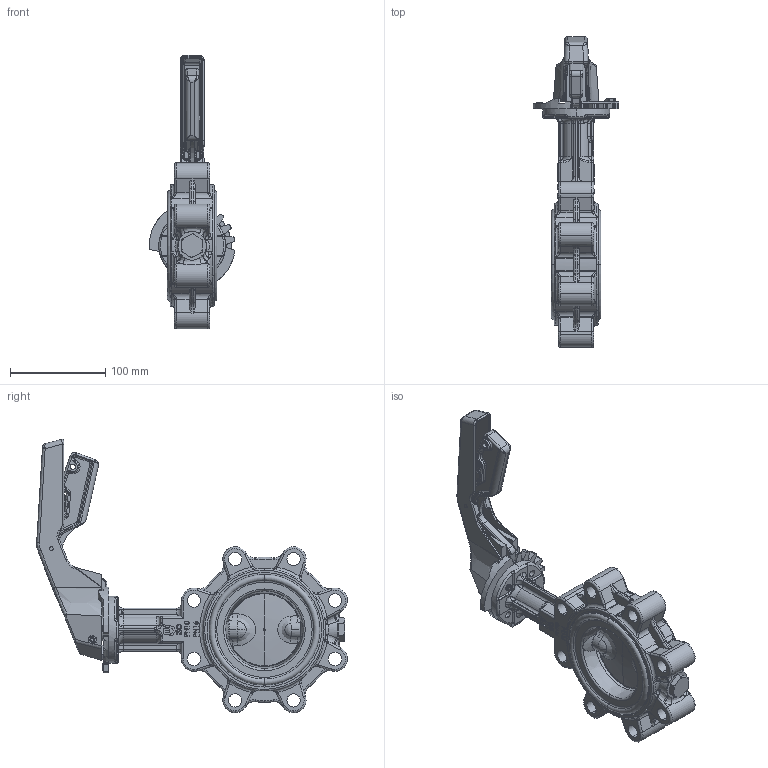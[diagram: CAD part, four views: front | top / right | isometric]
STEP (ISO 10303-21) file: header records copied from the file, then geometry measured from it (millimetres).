
FILE_DESCRIPTION (( 'STEP AP203' ), '1' );
FILE_NAME ('AK02_DN80.STEP', '2022-10-18T06:26:37', ( '' ), ( '' ), 'SwSTEP 2.0', 'SolidWorks 2021', '' );
FILE_SCHEMA (( 'CONFIG_CONTROL_DESIGN' ));
Length unit declared in the file: metre
Products named in the file (12): 01AM4 ABO_5; 01AM4 ABO_7; 01AM4 ABO_2; AK02_DN080_OH; Handhebel_DN32 bis DN100; 01AM4 ABO_4; 01AM4 ABO_6; 01AM4 ABO_9; 01AM4 ABO_8; AK02_DN80; 01AM4 ABO_3; 01AM4 ABO
Assembly tree (11 placements, depth 3):
  AK02_DN80
    AK02_DN080_OH
    Handhebel_DN32 bis DN100
      01AM4 ABO_4
      01AM4 ABO_7
      01AM4 ABO_6
      01AM4 ABO_8
      01AM4 ABO
      01AM4 ABO_5
      01AM4 ABO_9
      01AM4 ABO_2
      01AM4 ABO_3
Bounding box: 89.54 x 325.44 x 286.46 mm (x, y, z)
Volume: 880707.5 mm3; surface area: 193415.8 mm2
Topology: 10 solids, 16 shells, 2571 faces, 6486 edges, 3950 vertices
Faces by surface type: plane 759, cylinder 745, bspline 626, torus 318, cone 93, sphere 30
Entity records: 115039 total; most frequent: CARTESIAN_POINT 56885, ORIENTED_EDGE 12800, DIRECTION 10696, EDGE_CURVE 6400, AXIS2_PLACEMENT_3D 4048, VERTEX_POINT 3949, EDGE_LOOP 2703, LINE 2600
